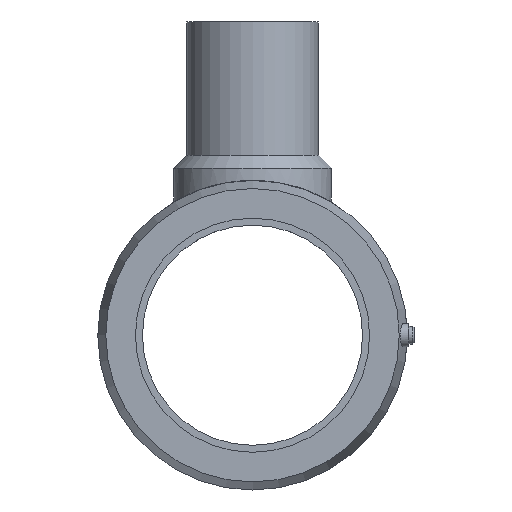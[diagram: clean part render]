
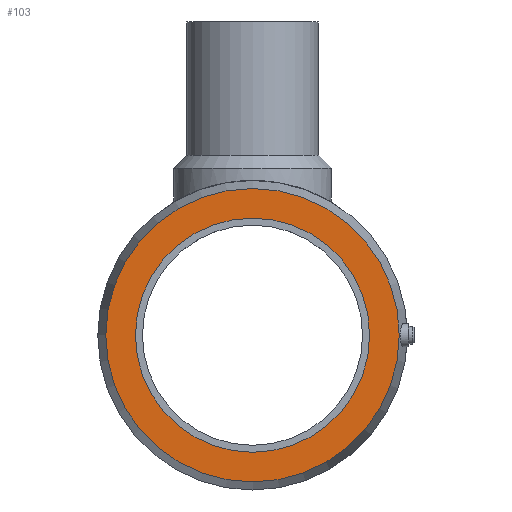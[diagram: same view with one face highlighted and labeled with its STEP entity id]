
A CAD part, left-side view. The second image highlights one B-rep face of the part: STEP entity #103.
In plain terms, the highlighted planar face has unit normal (-1, 0, 0).
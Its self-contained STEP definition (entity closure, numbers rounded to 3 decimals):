
#103 = ADVANCED_FACE( '', ( #238, #239 ), #240, .F. );
#238 = FACE_OUTER_BOUND( '', #403, .T. );
#239 = FACE_BOUND( '', #404, .T. );
#240 = PLANE( '', #405 );
#403 = EDGE_LOOP( '', ( #602 ) );
#404 = EDGE_LOOP( '', ( #603 ) );
#405 = AXIS2_PLACEMENT_3D( '', #604, #605, #606 );
#602 = ORIENTED_EDGE( '', *, *, #754, .F. );
#603 = ORIENTED_EDGE( '', *, *, #744, .T. );
#604 = CARTESIAN_POINT( '', ( 0., 0., 0. ) );
#605 = DIRECTION( '', ( 1., 0., 0. ) );
#606 = DIRECTION( '', ( 0., 0., -1. ) );
#744 = EDGE_CURVE( '', #840, #840, #841, .T. );
#754 = EDGE_CURVE( '', #857, #857, #858, .T. );
#840 = VERTEX_POINT( '', #1165 );
#841 = CIRCLE( '', #1166, 80. );
#857 = VERTEX_POINT( '', #1333 );
#858 = CIRCLE( '', #1334, 100.25 );
#1165 = CARTESIAN_POINT( '', ( 0., 0., -80. ) );
#1166 = AXIS2_PLACEMENT_3D( '', #1659, #1660, #1661 );
#1333 = CARTESIAN_POINT( '', ( 0., 0., -100.25 ) );
#1334 = AXIS2_PLACEMENT_3D( '', #1674, #1675, #1676 );
#1659 = CARTESIAN_POINT( '', ( 0., 0., 0. ) );
#1660 = DIRECTION( '', ( 1., 0., 0. ) );
#1661 = DIRECTION( '', ( 0., 0., -1. ) );
#1674 = CARTESIAN_POINT( '', ( 0., 0., 0. ) );
#1675 = DIRECTION( '', ( 1., 0., 0. ) );
#1676 = DIRECTION( '', ( 0., 0., -1. ) );
